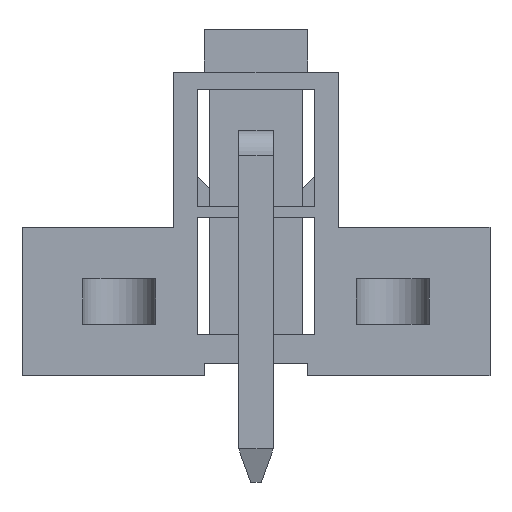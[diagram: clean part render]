
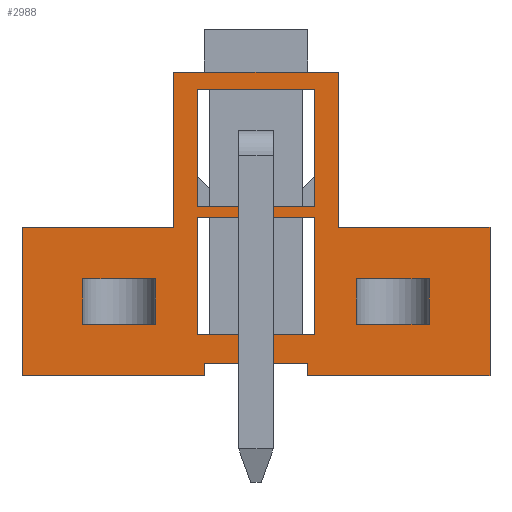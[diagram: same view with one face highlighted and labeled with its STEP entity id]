
A CAD part, front view. The second image highlights one B-rep face of the part: STEP entity #2988.
In plain terms, the highlighted face is planar.
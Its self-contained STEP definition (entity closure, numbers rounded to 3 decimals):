
#431=ORIENTED_EDGE('',*,*,#706,.T.);
#432=ORIENTED_EDGE('',*,*,#695,.F.);
#433=ORIENTED_EDGE('',*,*,#699,.T.);
#434=ORIENTED_EDGE('',*,*,#704,.T.);
#435=ORIENTED_EDGE('',*,*,#735,.F.);
#436=ORIENTED_EDGE('',*,*,#738,.T.);
#437=ORIENTED_EDGE('',*,*,#741,.T.);
#438=ORIENTED_EDGE('',*,*,#730,.T.);
#439=ORIENTED_EDGE('',*,*,#852,.T.);
#440=ORIENTED_EDGE('',*,*,#812,.T.);
#441=ORIENTED_EDGE('',*,*,#804,.F.);
#442=ORIENTED_EDGE('',*,*,#809,.F.);
#443=ORIENTED_EDGE('',*,*,#863,.T.);
#444=ORIENTED_EDGE('',*,*,#762,.T.);
#445=ORIENTED_EDGE('',*,*,#756,.F.);
#446=ORIENTED_EDGE('',*,*,#765,.F.);
#447=ORIENTED_EDGE('',*,*,#783,.T.);
#448=ORIENTED_EDGE('',*,*,#868,.T.);
#449=ORIENTED_EDGE('',*,*,#831,.F.);
#450=ORIENTED_EDGE('',*,*,#850,.F.);
#451=ORIENTED_EDGE('',*,*,#823,.F.);
#452=ORIENTED_EDGE('',*,*,#854,.T.);
#453=ORIENTED_EDGE('',*,*,#848,.F.);
#454=ORIENTED_EDGE('',*,*,#841,.F.);
#455=ORIENTED_EDGE('',*,*,#859,.T.);
#456=ORIENTED_EDGE('',*,*,#865,.F.);
#457=ORIENTED_EDGE('',*,*,#774,.F.);
#458=ORIENTED_EDGE('',*,*,#860,.T.);
#695=EDGE_CURVE('',#1000,#1001,#1190,.T.);
#699=EDGE_CURVE('',#1000,#1003,#1194,.T.);
#704=EDGE_CURVE('',#1003,#1005,#1199,.T.);
#706=EDGE_CURVE('',#1005,#1001,#1201,.T.);
#730=EDGE_CURVE('',#1021,#1020,#1225,.T.);
#735=EDGE_CURVE('',#1023,#1020,#1230,.T.);
#738=EDGE_CURVE('',#1023,#1025,#1233,.T.);
#741=EDGE_CURVE('',#1025,#1021,#1236,.T.);
#756=EDGE_CURVE('',#1035,#1036,#1248,.T.);
#762=EDGE_CURVE('',#1038,#1036,#1252,.T.);
#765=EDGE_CURVE('',#1039,#1035,#1255,.T.);
#774=EDGE_CURVE('',#1046,#1047,#1263,.T.);
#783=EDGE_CURVE('',#1055,#1054,#1272,.T.);
#804=EDGE_CURVE('',#1068,#1069,#1290,.T.);
#809=EDGE_CURVE('',#1071,#1068,#1294,.T.);
#812=EDGE_CURVE('',#1072,#1069,#1296,.T.);
#823=EDGE_CURVE('',#1080,#1077,#1306,.T.);
#831=EDGE_CURVE('',#1087,#1088,#1314,.T.);
#841=EDGE_CURVE('',#1093,#1094,#1324,.T.);
#848=EDGE_CURVE('',#1094,#1097,#1331,.T.);
#850=EDGE_CURVE('',#1077,#1087,#1333,.T.);
#852=EDGE_CURVE('',#1071,#1072,#1335,.T.);
#854=EDGE_CURVE('',#1080,#1097,#1337,.T.);
#859=EDGE_CURVE('',#1093,#1100,#1342,.T.);
#860=EDGE_CURVE('',#1046,#1055,#1343,.T.);
#863=EDGE_CURVE('',#1039,#1038,#1346,.T.);
#865=EDGE_CURVE('',#1047,#1100,#1348,.T.);
#868=EDGE_CURVE('',#1054,#1088,#1351,.T.);
#1000=VERTEX_POINT('',#3805);
#1001=VERTEX_POINT('',#3807);
#1003=VERTEX_POINT('',#3813);
#1005=VERTEX_POINT('',#3821);
#1020=VERTEX_POINT('',#3871);
#1021=VERTEX_POINT('',#3873);
#1023=VERTEX_POINT('',#3880);
#1025=VERTEX_POINT('',#3886);
#1035=VERTEX_POINT('',#3920);
#1036=VERTEX_POINT('',#3922);
#1038=VERTEX_POINT('',#3932);
#1039=VERTEX_POINT('',#3936);
#1046=VERTEX_POINT('',#3955);
#1047=VERTEX_POINT('',#3957);
#1054=VERTEX_POINT('',#3974);
#1055=VERTEX_POINT('',#3976);
#1068=VERTEX_POINT('',#4016);
#1069=VERTEX_POINT('',#4018);
#1071=VERTEX_POINT('',#4025);
#1072=VERTEX_POINT('',#4032);
#1077=VERTEX_POINT('',#4048);
#1080=VERTEX_POINT('',#4053);
#1087=VERTEX_POINT('',#4070);
#1088=VERTEX_POINT('',#4072);
#1093=VERTEX_POINT('',#4089);
#1094=VERTEX_POINT('',#4091);
#1097=VERTEX_POINT('',#4098);
#1100=VERTEX_POINT('',#4121);
#1190=LINE('',#3806,#1479);
#1194=LINE('',#3814,#1483);
#1199=LINE('',#3822,#1488);
#1201=LINE('',#3825,#1490);
#1225=LINE('',#3872,#1514);
#1230=LINE('',#3881,#1519);
#1233=LINE('',#3887,#1522);
#1236=LINE('',#3891,#1525);
#1248=LINE('',#3921,#1537);
#1252=LINE('',#3931,#1541);
#1255=LINE('',#3937,#1544);
#1263=LINE('',#3956,#1552);
#1272=LINE('',#3975,#1561);
#1290=LINE('',#4017,#1579);
#1294=LINE('',#4026,#1583);
#1296=LINE('',#4031,#1585);
#1306=LINE('',#4054,#1595);
#1314=LINE('',#4071,#1603);
#1324=LINE('',#4090,#1613);
#1331=LINE('',#4103,#1620);
#1333=LINE('',#4106,#1622);
#1335=LINE('',#4110,#1624);
#1337=LINE('',#4113,#1626);
#1342=LINE('',#4122,#1631);
#1343=LINE('',#4124,#1632);
#1346=LINE('',#4129,#1635);
#1348=LINE('',#4132,#1637);
#1351=LINE('',#4137,#1640);
#1479=VECTOR('',#3227,1000.);
#1483=VECTOR('',#3233,1000.);
#1488=VECTOR('',#3240,1000.);
#1490=VECTOR('',#3244,1000.);
#1514=VECTOR('',#3284,1000.);
#1519=VECTOR('',#3291,1000.);
#1522=VECTOR('',#3296,1000.);
#1525=VECTOR('',#3301,1000.);
#1537=VECTOR('',#3329,1000.);
#1541=VECTOR('',#3341,1000.);
#1544=VECTOR('',#3346,1000.);
#1552=VECTOR('',#3362,1000.);
#1561=VECTOR('',#3375,1000.);
#1579=VECTOR('',#3413,1000.);
#1583=VECTOR('',#3421,1000.);
#1585=VECTOR('',#3429,1000.);
#1595=VECTOR('',#3447,1000.);
#1603=VECTOR('',#3459,1000.);
#1613=VECTOR('',#3475,1000.);
#1620=VECTOR('',#3484,1000.);
#1622=VECTOR('',#3488,1000.);
#1624=VECTOR('',#3494,1000.);
#1626=VECTOR('',#3498,1000.);
#1631=VECTOR('',#3507,1000.);
#1632=VECTOR('',#3510,1000.);
#1635=VECTOR('',#3517,1000.);
#1637=VECTOR('',#3521,1000.);
#1640=VECTOR('',#3528,1000.);
#1816=EDGE_LOOP('',(#431,#432,#433,#434));
#1817=EDGE_LOOP('',(#435,#436,#437,#438));
#1818=EDGE_LOOP('',(#439,#440,#441,#442));
#1819=EDGE_LOOP('',(#443,#444,#445,#446));
#1820=EDGE_LOOP('',(#447,#448,#449,#450,#451,#452,#453,#454,#455,#456,#457,
#458));
#1945=FACE_BOUND('',#1816,.T.);
#1946=FACE_BOUND('',#1817,.T.);
#1947=FACE_BOUND('',#1818,.T.);
#1948=FACE_BOUND('',#1819,.T.);
#1949=FACE_BOUND('',#1820,.T.);
#2060=PLANE('',#3125);
#2988=ADVANCED_FACE('',(#1945,#1946,#1947,#1948,#1949),#2060,.T.);
#3125=AXIS2_PLACEMENT_3D('',#4163,#3548,#3549);
#3227=DIRECTION('',(0.,0.,-1.));
#3233=DIRECTION('',(-1.,0.,0.));
#3240=DIRECTION('',(0.,0.,-1.));
#3244=DIRECTION('',(1.,0.,0.));
#3284=DIRECTION('',(1.,0.,0.));
#3291=DIRECTION('',(0.,0.,-1.));
#3296=DIRECTION('',(-1.,0.,0.));
#3301=DIRECTION('',(0.,0.,-1.));
#3329=DIRECTION('',(-1.,0.,0.));
#3341=DIRECTION('',(0.,0.,-1.));
#3346=DIRECTION('',(0.,0.,-1.));
#3362=DIRECTION('',(0.,0.,1.));
#3375=DIRECTION('',(0.,0.,1.));
#3413=DIRECTION('',(-1.,0.,0.));
#3421=DIRECTION('',(0.,0.,-1.));
#3429=DIRECTION('',(0.,0.,-1.));
#3447=DIRECTION('',(0.,0.,-1.));
#3459=DIRECTION('',(0.,0.,1.));
#3475=DIRECTION('',(-1.,0.,0.));
#3484=DIRECTION('',(0.,0.,-1.));
#3488=DIRECTION('',(1.,0.,0.));
#3494=DIRECTION('',(-1.,0.,0.));
#3498=DIRECTION('',(1.,0.,0.));
#3507=DIRECTION('',(0.,0.,-1.));
#3510=DIRECTION('',(-1.,0.,0.));
#3517=DIRECTION('',(-1.,0.,0.));
#3521=DIRECTION('',(-1.,0.,0.));
#3528=DIRECTION('',(-1.,0.,0.));
#3548=DIRECTION('',(0.,1.,0.));
#3549=DIRECTION('',(0.,0.,1.));
#3805=CARTESIAN_POINT('',(1.925,6.4,0.025));
#3806=CARTESIAN_POINT('',(1.925,6.4,4.8));
#3807=CARTESIAN_POINT('',(1.925,6.4,-3.825));
#3813=CARTESIAN_POINT('',(-1.925,6.4,0.025));
#3814=CARTESIAN_POINT('',(2.7,6.4,0.025));
#3821=CARTESIAN_POINT('',(-1.925,6.4,-3.825));
#3822=CARTESIAN_POINT('',(-1.925,6.4,4.8));
#3825=CARTESIAN_POINT('',(2.7,6.4,-3.825));
#3871=CARTESIAN_POINT('',(1.925,6.4,0.375));
#3872=CARTESIAN_POINT('',(2.7,6.4,0.375));
#3873=CARTESIAN_POINT('',(-1.925,6.4,0.375));
#3880=CARTESIAN_POINT('',(1.925,6.4,4.225));
#3881=CARTESIAN_POINT('',(1.925,6.4,4.8));
#3886=CARTESIAN_POINT('',(-1.925,6.4,4.225));
#3887=CARTESIAN_POINT('',(2.7,6.4,4.225));
#3891=CARTESIAN_POINT('',(-1.925,6.4,4.8));
#3920=CARTESIAN_POINT('',(5.7,6.4,-3.498));
#3921=CARTESIAN_POINT('',(5.7,6.4,-3.498));
#3922=CARTESIAN_POINT('',(3.3,6.4,-3.498));
#3931=CARTESIAN_POINT('',(3.3,6.4,-1.998));
#3932=CARTESIAN_POINT('',(3.3,6.4,-1.998));
#3936=CARTESIAN_POINT('',(5.7,6.4,-1.998));
#3937=CARTESIAN_POINT('',(5.7,6.4,-1.998));
#3955=CARTESIAN_POINT('',(7.7,6.4,-5.198));
#3956=CARTESIAN_POINT('',(7.7,6.4,-5.198));
#3957=CARTESIAN_POINT('',(7.7,6.4,-0.298));
#3974=CARTESIAN_POINT('',(1.7,6.4,-4.8));
#3975=CARTESIAN_POINT('',(1.7,6.4,-5.198));
#3976=CARTESIAN_POINT('',(1.7,6.4,-5.198));
#4016=CARTESIAN_POINT('',(-3.3,6.4,-3.498));
#4017=CARTESIAN_POINT('',(-3.3,6.4,-3.498));
#4018=CARTESIAN_POINT('',(-5.7,6.4,-3.498));
#4025=CARTESIAN_POINT('',(-3.3,6.4,-1.998));
#4026=CARTESIAN_POINT('',(-3.3,6.4,-1.998));
#4031=CARTESIAN_POINT('',(-5.7,6.4,-1.998));
#4032=CARTESIAN_POINT('',(-5.7,6.4,-1.998));
#4048=CARTESIAN_POINT('',(-7.7,6.4,-5.198));
#4053=CARTESIAN_POINT('',(-7.7,6.4,-0.298));
#4054=CARTESIAN_POINT('',(-7.7,6.4,-0.298));
#4070=CARTESIAN_POINT('',(-1.7,6.4,-5.198));
#4071=CARTESIAN_POINT('',(-1.7,6.4,-5.198));
#4072=CARTESIAN_POINT('',(-1.7,6.4,-4.8));
#4089=CARTESIAN_POINT('',(2.7,6.4,4.8));
#4090=CARTESIAN_POINT('',(2.7,6.4,4.8));
#4091=CARTESIAN_POINT('',(-2.7,6.4,4.8));
#4098=CARTESIAN_POINT('',(-2.7,6.4,-0.298));
#4103=CARTESIAN_POINT('',(-2.7,6.4,4.8));
#4106=CARTESIAN_POINT('',(-7.7,6.4,-5.198));
#4110=CARTESIAN_POINT('',(-3.3,6.4,-1.998));
#4113=CARTESIAN_POINT('',(-7.7,6.4,-0.298));
#4121=CARTESIAN_POINT('',(2.7,6.4,-0.298));
#4122=CARTESIAN_POINT('',(2.7,6.4,4.8));
#4124=CARTESIAN_POINT('',(7.7,6.4,-5.198));
#4129=CARTESIAN_POINT('',(5.7,6.4,-1.998));
#4132=CARTESIAN_POINT('',(7.7,6.4,-0.298));
#4137=CARTESIAN_POINT('',(2.7,6.4,-4.8));
#4163=CARTESIAN_POINT('',(2.7,6.4,4.8));
